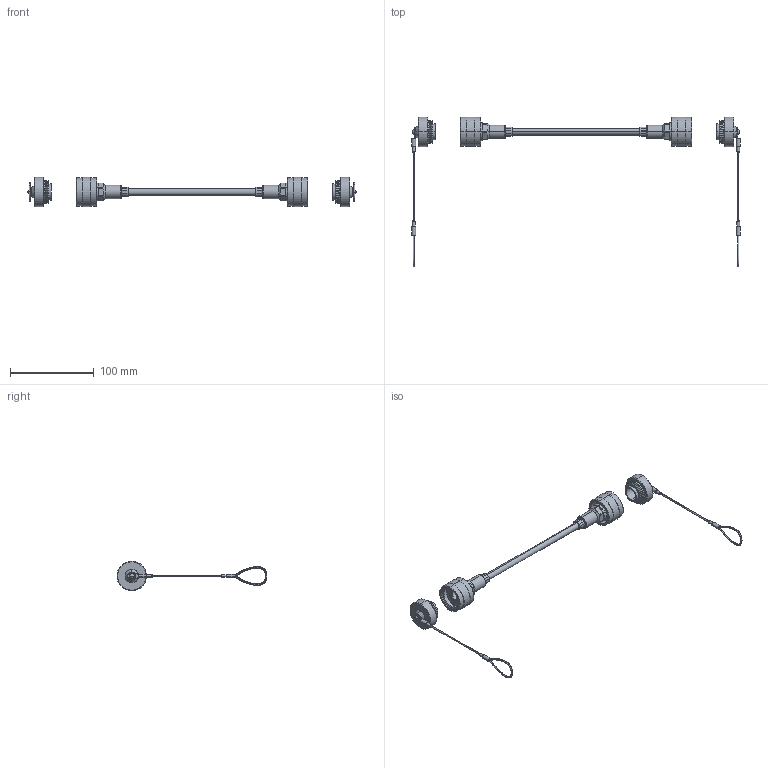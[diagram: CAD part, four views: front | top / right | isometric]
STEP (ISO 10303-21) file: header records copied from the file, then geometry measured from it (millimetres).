
FILE_DESCRIPTION (( 'STEP AP214' ), '1' );
FILE_NAME ('TRD8RG2.STEP', '2013-01-03T13:32:51', ( 'x' ), ( '' ), 'SwSTEP 2.0', 'SolidWorks 2012', '' );
FILE_SCHEMA (( 'AUTOMOTIVE_DESIGN' ));
Length unit declared in the file: inch
Products named in the file (13): ECRA4211UB0; ECRU4201U00; 3AB10-036-MA1; 3AB10-036; ECRA0211UB0; 3AB10-035-MA5; 3AB10-035-MA4; 3AB10-035-MA3; 3AB10-035-MA2; 3AB10-035-MA1; 3AB10-035; 1AL03-103; TRD8RG2
Assembly tree (13 placements, depth 4):
  TRD8RG2
    1AL03-103
    ECRA4211UB0  x2
      ECRA0211UB0
        3AB10-035
        3AB10-035-MA1
        3AB10-035-MA2
        3AB10-035-MA3
        3AB10-035-MA4
        3AB10-035-MA5
      ECRU4201U00
        3AB10-036
        3AB10-036-MA1
Bounding box: 391.35 x 178.5 x 35.05 mm (x, y, z)
Volume: 68538.7 mm3; surface area: 52629.9 mm2
Topology: 19 solids, 19 shells, 680 faces, 1498 edges, 900 vertices
Faces by surface type: cylinder 230, cone 228, plane 166, torus 40, bspline 16
Entity records: 11511 total; most frequent: CARTESIAN_POINT 2609, DIRECTION 1773, ORIENTED_EDGE 1500, EDGE_CURVE 750, AXIS2_PLACEMENT_3D 742, VERTEX_POINT 452, CIRCLE 389, EDGE_LOOP 384
